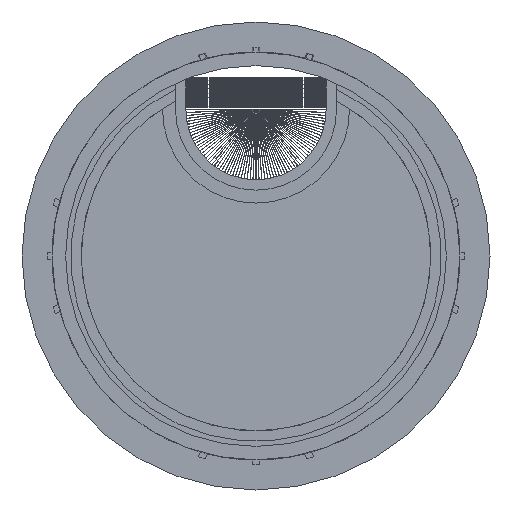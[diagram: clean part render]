
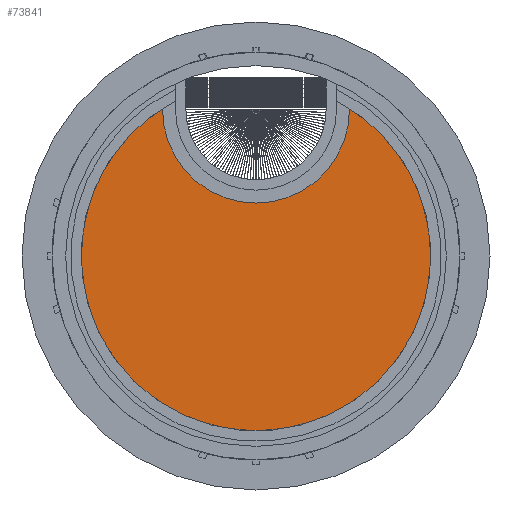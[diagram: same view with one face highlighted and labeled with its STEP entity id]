
A CAD part, front view. The second image highlights one B-rep face of the part: STEP entity #73841.
In plain terms, the highlighted planar face has unit normal (0, -1, 0).
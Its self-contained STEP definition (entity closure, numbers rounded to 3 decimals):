
#4094=CIRCLE('',#80840,18.025);
#4103=CIRCLE('',#80854,33.7);
#11389=FACE_OUTER_BOUND('',#17484,.T.);
#17484=EDGE_LOOP('',(#48081,#48082,#48083,#48084));
#23607=LINE('',#125632,#26951);
#23609=LINE('',#125641,#26953);
#26951=VECTOR('',#94799,10.);
#26953=VECTOR('',#94809,10.);
#30309=VERTEX_POINT('',#125622);
#30313=VERTEX_POINT('',#125630);
#30314=VERTEX_POINT('',#125634);
#30316=VERTEX_POINT('',#125640);
#36904=EDGE_CURVE('',#30309,#30313,#23607,.T.);
#36905=EDGE_CURVE('',#30313,#30314,#4094,.T.);
#36908=EDGE_CURVE('',#30314,#30316,#23609,.T.);
#36924=EDGE_CURVE('',#30316,#30309,#4103,.T.);
#48081=ORIENTED_EDGE('',*,*,#36904,.T.);
#48082=ORIENTED_EDGE('',*,*,#36905,.T.);
#48083=ORIENTED_EDGE('',*,*,#36908,.T.);
#48084=ORIENTED_EDGE('',*,*,#36924,.T.);
#69757=PLANE('',#80853);
#73841=ADVANCED_FACE('',(#11389),#69757,.T.);
#80840=AXIS2_PLACEMENT_3D('',#125635,#94802,#94803);
#80853=AXIS2_PLACEMENT_3D('',#125671,#94838,#94839);
#80854=AXIS2_PLACEMENT_3D('',#125672,#94840,#94841);
#94799=DIRECTION('',(0.,0.,-1.));
#94802=DIRECTION('center_axis',(0.,1.,0.));
#94803=DIRECTION('ref_axis',(1.,0.,0.));
#94809=DIRECTION('',(0.,0.,1.));
#94838=DIRECTION('center_axis',(0.,-1.,0.));
#94839=DIRECTION('ref_axis',(0.,0.,-1.));
#94840=DIRECTION('center_axis',(0.,-1.,0.));
#94841=DIRECTION('ref_axis',(1.,0.,0.));
#125622=CARTESIAN_POINT('',(-18.675,12.5,28.474));
#125630=CARTESIAN_POINT('',(-18.675,12.5,28.225));
#125632=CARTESIAN_POINT('',(-18.675,12.5,14.113));
#125634=CARTESIAN_POINT('',(-54.725,12.5,28.225));
#125635=CARTESIAN_POINT('Origin',(-36.7,12.5,28.225));
#125640=CARTESIAN_POINT('',(-54.725,12.5,28.474));
#125641=CARTESIAN_POINT('',(-54.725,12.5,17.177));
#125671=CARTESIAN_POINT('Origin',(-36.7,12.5,0.));
#125672=CARTESIAN_POINT('Origin',(-36.7,12.5,0.));
